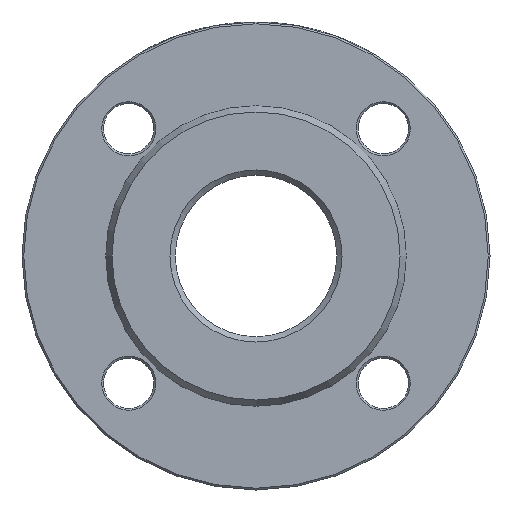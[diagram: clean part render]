
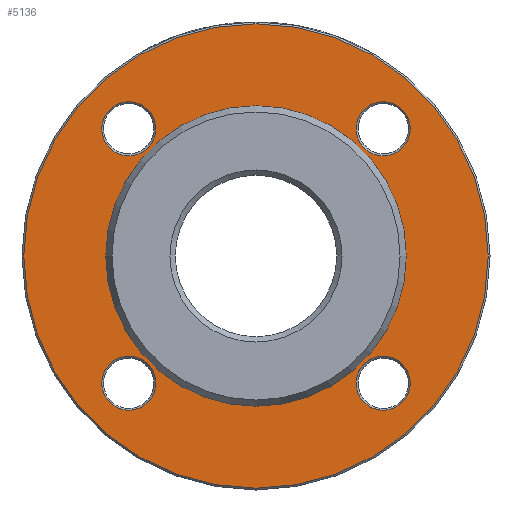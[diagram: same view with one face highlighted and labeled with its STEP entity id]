
A CAD part, left-side view. The second image highlights one B-rep face of the part: STEP entity #5136.
In plain terms, the highlighted planar face has unit normal (-1, 0, 0).
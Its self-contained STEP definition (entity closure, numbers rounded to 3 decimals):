
#57 = DIRECTION ( 'NONE',  ( 0., 1., 0. ) ) ;
#61 = DIRECTION ( 'NONE',  ( 0., 0., 1. ) ) ;
#246 = DIRECTION ( 'NONE',  ( -1., 0., 0. ) ) ;
#303 = CARTESIAN_POINT ( 'NONE',  ( 3., 0., 0. ) ) ;
#385 = AXIS2_PLACEMENT_3D ( 'NONE', #3339, #558, #4562 ) ;
#438 = AXIS2_PLACEMENT_3D ( 'NONE', #303, #3455, #3406 ) ;
#558 = DIRECTION ( 'NONE',  ( 1., 0., 0. ) ) ;
#631 = PLANE ( 'NONE',  #385 ) ;
#659 = EDGE_LOOP ( 'NONE', ( #1190 ) ) ;
#701 = VERTEX_POINT ( 'NONE', #3854 ) ;
#813 = ORIENTED_EDGE ( 'NONE', *, *, #2165, .T. ) ;
#829 = EDGE_CURVE ( 'NONE', #701, #701, #4557, .T. ) ;
#856 = EDGE_CURVE ( 'NONE', #1475, #1475, #2964, .T. ) ;
#1010 = CARTESIAN_POINT ( 'NONE',  ( 3., 35.355, -35.355 ) ) ;
#1032 = FACE_BOUND ( 'NONE', #1057, .T. ) ;
#1057 = EDGE_LOOP ( 'NONE', ( #813 ) ) ;
#1105 = CARTESIAN_POINT ( 'NONE',  ( 3., 35.355, 27.855 ) ) ;
#1171 = AXIS2_PLACEMENT_3D ( 'NONE', #2821, #2925, #61 ) ;
#1190 = ORIENTED_EDGE ( 'NONE', *, *, #1451, .T. ) ;
#1259 = CARTESIAN_POINT ( 'NONE',  ( 3., -35.355, -27.855 ) ) ;
#1287 = VERTEX_POINT ( 'NONE', #1259 ) ;
#1349 = DIRECTION ( 'NONE',  ( 1., 0., 0. ) ) ;
#1375 = EDGE_LOOP ( 'NONE', ( #4643 ) ) ;
#1425 = FACE_BOUND ( 'NONE', #4616, .T. ) ;
#1451 = EDGE_CURVE ( 'NONE', #4633, #4633, #5126, .T. ) ;
#1475 = VERTEX_POINT ( 'NONE', #1105 ) ;
#1498 = AXIS2_PLACEMENT_3D ( 'NONE', #3580, #3630, #57 ) ;
#1763 = DIRECTION ( 'NONE',  ( 0., -1., 0. ) ) ;
#1883 = DIRECTION ( 'NONE',  ( 0., 0., -1. ) ) ;
#2165 = EDGE_CURVE ( 'NONE', #3138, #3138, #2504, .T. ) ;
#2232 = FACE_OUTER_BOUND ( 'NONE', #2897, .T. ) ;
#2423 = ORIENTED_EDGE ( 'NONE', *, *, #829, .T. ) ;
#2504 = CIRCLE ( 'NONE', #1498, 7.5 ) ;
#2698 = CARTESIAN_POINT ( 'NONE',  ( 3., 27.855, -35.355 ) ) ;
#2821 = CARTESIAN_POINT ( 'NONE',  ( 3., -35.355, -35.355 ) ) ;
#2883 = AXIS2_PLACEMENT_3D ( 'NONE', #1010, #1349, #1763 ) ;
#2897 = EDGE_LOOP ( 'NONE', ( #2423 ) ) ;
#2925 = DIRECTION ( 'NONE',  ( 1., 0., 0. ) ) ;
#2964 = CIRCLE ( 'NONE', #4704, 7.5 ) ;
#3138 = VERTEX_POINT ( 'NONE', #3904 ) ;
#3339 = CARTESIAN_POINT ( 'NONE',  ( 3., 41.732, 0. ) ) ;
#3356 = VERTEX_POINT ( 'NONE', #4528 ) ;
#3406 = DIRECTION ( 'NONE',  ( 0., 0., 1. ) ) ;
#3426 = CARTESIAN_POINT ( 'NONE',  ( 3., 35.355, 35.355 ) ) ;
#3455 = DIRECTION ( 'NONE',  ( -1., 0., 0. ) ) ;
#3473 = AXIS2_PLACEMENT_3D ( 'NONE', #3920, #246, #1883 ) ;
#3580 = CARTESIAN_POINT ( 'NONE',  ( 3., -35.355, 35.355 ) ) ;
#3630 = DIRECTION ( 'NONE',  ( 1., 0., 0. ) ) ;
#3846 = DIRECTION ( 'NONE',  ( 1., 0., 0. ) ) ;
#3854 = CARTESIAN_POINT ( 'NONE',  ( 3., 0., -64.5 ) ) ;
#3904 = CARTESIAN_POINT ( 'NONE',  ( 3., -27.855, 35.355 ) ) ;
#3920 = CARTESIAN_POINT ( 'NONE',  ( 3., 0., 0. ) ) ;
#4121 = EDGE_CURVE ( 'NONE', #3356, #3356, #4672, .T. ) ;
#4186 = CIRCLE ( 'NONE', #1171, 7.5 ) ;
#4202 = FACE_BOUND ( 'NONE', #1375, .T. ) ;
#4336 = DIRECTION ( 'NONE',  ( 0., 0., -1. ) ) ;
#4352 = EDGE_LOOP ( 'NONE', ( #4708 ) ) ;
#4528 = CARTESIAN_POINT ( 'NONE',  ( 3., 0., 41.732 ) ) ;
#4535 = FACE_BOUND ( 'NONE', #659, .T. ) ;
#4557 = CIRCLE ( 'NONE', #3473, 64.5 ) ;
#4562 = DIRECTION ( 'NONE',  ( 0., 0., -1. ) ) ;
#4616 = EDGE_LOOP ( 'NONE', ( #5080 ) ) ;
#4633 = VERTEX_POINT ( 'NONE', #2698 ) ;
#4643 = ORIENTED_EDGE ( 'NONE', *, *, #856, .T. ) ;
#4672 = CIRCLE ( 'NONE', #438, 41.732 ) ;
#4704 = AXIS2_PLACEMENT_3D ( 'NONE', #3426, #3846, #4336 ) ;
#4708 = ORIENTED_EDGE ( 'NONE', *, *, #4121, .F. ) ;
#4735 = EDGE_CURVE ( 'NONE', #1287, #1287, #4186, .T. ) ;
#4923 = FACE_BOUND ( 'NONE', #4352, .T. ) ;
#5080 = ORIENTED_EDGE ( 'NONE', *, *, #4735, .T. ) ;
#5126 = CIRCLE ( 'NONE', #2883, 7.5 ) ;
#5136 = ADVANCED_FACE ( 'NONE', ( #4535, #1425, #1032, #4202, #2232, #4923 ), #631, .F. ) ;
